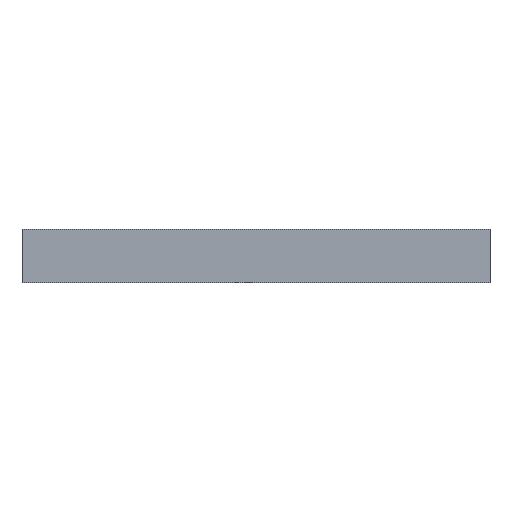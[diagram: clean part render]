
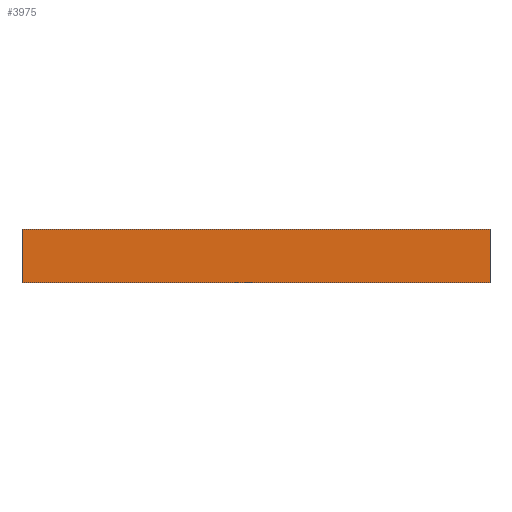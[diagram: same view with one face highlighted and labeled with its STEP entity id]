
A CAD part, front view. The second image highlights one B-rep face of the part: STEP entity #3975.
In plain terms, the highlighted planar face has unit normal (0, -1, 0).
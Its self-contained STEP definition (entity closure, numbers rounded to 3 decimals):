
#83 = PLANE('',#84);
#84 = AXIS2_PLACEMENT_3D('',#85,#86,#87);
#85 = CARTESIAN_POINT('',(0.,0.,1.6));
#86 = DIRECTION('',(0.,0.,1.));
#87 = DIRECTION('',(1.,0.,0.));
#137 = PLANE('',#138);
#138 = AXIS2_PLACEMENT_3D('',#139,#140,#141);
#139 = CARTESIAN_POINT('',(0.,0.,0.));
#140 = DIRECTION('',(0.,0.,1.));
#141 = DIRECTION('',(1.,0.,0.));
#472 = VERTEX_POINT('',#473);
#473 = CARTESIAN_POINT('',(-7.,-7.,0.));
#487 = PLANE('',#488);
#488 = AXIS2_PLACEMENT_3D('',#489,#490,#491);
#489 = CARTESIAN_POINT('',(-7.,-3.,0.));
#490 = DIRECTION('',(1.,0.,0.));
#491 = DIRECTION('',(0.,-1.,0.));
#499 = EDGE_CURVE('',#472,#500,#502,.T.);
#500 = VERTEX_POINT('',#501);
#501 = CARTESIAN_POINT('',(7.,-7.,0.));
#502 = SURFACE_CURVE('',#503,(#507,#514),.PCURVE_S1.);
#503 = LINE('',#504,#505);
#504 = CARTESIAN_POINT('',(-7.,-7.,0.));
#505 = VECTOR('',#506,1.);
#506 = DIRECTION('',(1.,0.,0.));
#507 = PCURVE('',#137,#508);
#508 = DEFINITIONAL_REPRESENTATION('',(#509),#513);
#509 = LINE('',#510,#511);
#510 = CARTESIAN_POINT('',(-7.,-7.));
#511 = VECTOR('',#512,1.);
#512 = DIRECTION('',(1.,0.));
#513 = ( GEOMETRIC_REPRESENTATION_CONTEXT(2) 
PARAMETRIC_REPRESENTATION_CONTEXT() REPRESENTATION_CONTEXT('2D SPACE',''
  ) );
#514 = PCURVE('',#515,#520);
#515 = PLANE('',#516);
#516 = AXIS2_PLACEMENT_3D('',#517,#518,#519);
#517 = CARTESIAN_POINT('',(-7.,-7.,0.));
#518 = DIRECTION('',(0.,1.,0.));
#519 = DIRECTION('',(1.,0.,0.));
#520 = DEFINITIONAL_REPRESENTATION('',(#521),#525);
#521 = LINE('',#522,#523);
#522 = CARTESIAN_POINT('',(0.,0.));
#523 = VECTOR('',#524,1.);
#524 = DIRECTION('',(1.,0.));
#525 = ( GEOMETRIC_REPRESENTATION_CONTEXT(2) 
PARAMETRIC_REPRESENTATION_CONTEXT() REPRESENTATION_CONTEXT('2D SPACE',''
  ) );
#543 = PLANE('',#544);
#544 = AXIS2_PLACEMENT_3D('',#545,#546,#547);
#545 = CARTESIAN_POINT('',(7.,-7.,0.));
#546 = DIRECTION('',(-1.,0.,0.));
#547 = DIRECTION('',(0.,1.,0.));
#2297 = VERTEX_POINT('',#2298);
#2298 = CARTESIAN_POINT('',(-7.,-7.,1.6));
#2319 = EDGE_CURVE('',#2297,#2320,#2322,.T.);
#2320 = VERTEX_POINT('',#2321);
#2321 = CARTESIAN_POINT('',(7.,-7.,1.6));
#2322 = SURFACE_CURVE('',#2323,(#2327,#2334),.PCURVE_S1.);
#2323 = LINE('',#2324,#2325);
#2324 = CARTESIAN_POINT('',(-7.,-7.,1.6));
#2325 = VECTOR('',#2326,1.);
#2326 = DIRECTION('',(1.,0.,0.));
#2327 = PCURVE('',#83,#2328);
#2328 = DEFINITIONAL_REPRESENTATION('',(#2329),#2333);
#2329 = LINE('',#2330,#2331);
#2330 = CARTESIAN_POINT('',(-7.,-7.));
#2331 = VECTOR('',#2332,1.);
#2332 = DIRECTION('',(1.,0.));
#2333 = ( GEOMETRIC_REPRESENTATION_CONTEXT(2) 
PARAMETRIC_REPRESENTATION_CONTEXT() REPRESENTATION_CONTEXT('2D SPACE',''
  ) );
#2334 = PCURVE('',#515,#2335);
#2335 = DEFINITIONAL_REPRESENTATION('',(#2336),#2340);
#2336 = LINE('',#2337,#2338);
#2337 = CARTESIAN_POINT('',(0.,-1.6));
#2338 = VECTOR('',#2339,1.);
#2339 = DIRECTION('',(1.,0.));
#2340 = ( GEOMETRIC_REPRESENTATION_CONTEXT(2) 
PARAMETRIC_REPRESENTATION_CONTEXT() REPRESENTATION_CONTEXT('2D SPACE',''
  ) );
#3925 = EDGE_CURVE('',#500,#2320,#3926,.T.);
#3926 = SURFACE_CURVE('',#3927,(#3931,#3938),.PCURVE_S1.);
#3927 = LINE('',#3928,#3929);
#3928 = CARTESIAN_POINT('',(7.,-7.,0.));
#3929 = VECTOR('',#3930,1.);
#3930 = DIRECTION('',(0.,0.,1.));
#3931 = PCURVE('',#543,#3932);
#3932 = DEFINITIONAL_REPRESENTATION('',(#3933),#3937);
#3933 = LINE('',#3934,#3935);
#3934 = CARTESIAN_POINT('',(0.,0.));
#3935 = VECTOR('',#3936,1.);
#3936 = DIRECTION('',(0.,-1.));
#3937 = ( GEOMETRIC_REPRESENTATION_CONTEXT(2) 
PARAMETRIC_REPRESENTATION_CONTEXT() REPRESENTATION_CONTEXT('2D SPACE',''
  ) );
#3938 = PCURVE('',#515,#3939);
#3939 = DEFINITIONAL_REPRESENTATION('',(#3940),#3944);
#3940 = LINE('',#3941,#3942);
#3941 = CARTESIAN_POINT('',(14.,0.));
#3942 = VECTOR('',#3943,1.);
#3943 = DIRECTION('',(0.,-1.));
#3944 = ( GEOMETRIC_REPRESENTATION_CONTEXT(2) 
PARAMETRIC_REPRESENTATION_CONTEXT() REPRESENTATION_CONTEXT('2D SPACE',''
  ) );
#3975 = ADVANCED_FACE('',(#3976),#515,.F.);
#3976 = FACE_BOUND('',#3977,.F.);
#3977 = EDGE_LOOP('',(#3978,#3999,#4000,#4001));
#3978 = ORIENTED_EDGE('',*,*,#3979,.T.);
#3979 = EDGE_CURVE('',#472,#2297,#3980,.T.);
#3980 = SURFACE_CURVE('',#3981,(#3985,#3992),.PCURVE_S1.);
#3981 = LINE('',#3982,#3983);
#3982 = CARTESIAN_POINT('',(-7.,-7.,0.));
#3983 = VECTOR('',#3984,1.);
#3984 = DIRECTION('',(0.,0.,1.));
#3985 = PCURVE('',#515,#3986);
#3986 = DEFINITIONAL_REPRESENTATION('',(#3987),#3991);
#3987 = LINE('',#3988,#3989);
#3988 = CARTESIAN_POINT('',(0.,0.));
#3989 = VECTOR('',#3990,1.);
#3990 = DIRECTION('',(0.,-1.));
#3991 = ( GEOMETRIC_REPRESENTATION_CONTEXT(2) 
PARAMETRIC_REPRESENTATION_CONTEXT() REPRESENTATION_CONTEXT('2D SPACE',''
  ) );
#3992 = PCURVE('',#487,#3993);
#3993 = DEFINITIONAL_REPRESENTATION('',(#3994),#3998);
#3994 = LINE('',#3995,#3996);
#3995 = CARTESIAN_POINT('',(4.,0.));
#3996 = VECTOR('',#3997,1.);
#3997 = DIRECTION('',(0.,-1.));
#3998 = ( GEOMETRIC_REPRESENTATION_CONTEXT(2) 
PARAMETRIC_REPRESENTATION_CONTEXT() REPRESENTATION_CONTEXT('2D SPACE',''
  ) );
#3999 = ORIENTED_EDGE('',*,*,#2319,.T.);
#4000 = ORIENTED_EDGE('',*,*,#3925,.F.);
#4001 = ORIENTED_EDGE('',*,*,#499,.F.);
